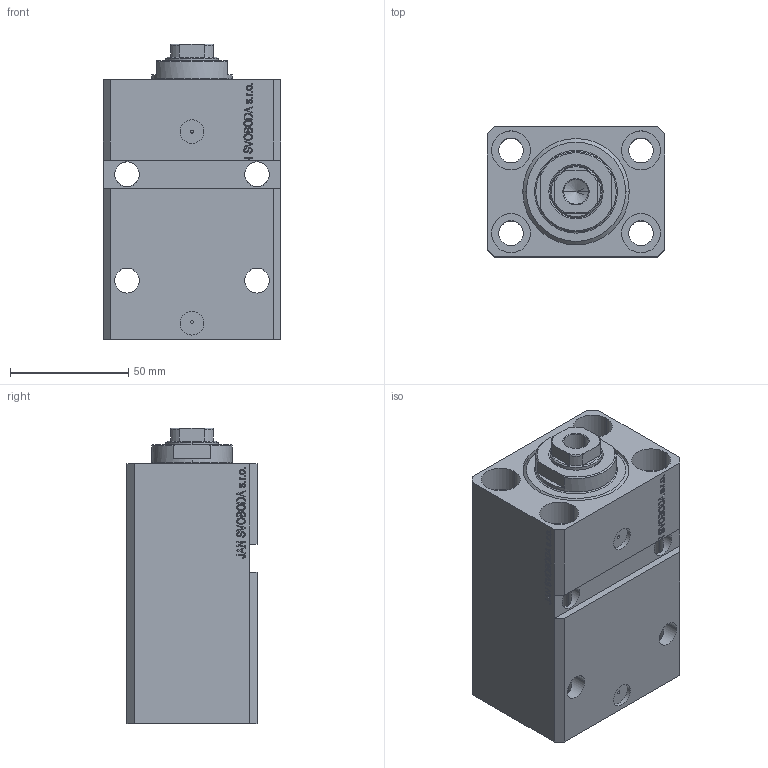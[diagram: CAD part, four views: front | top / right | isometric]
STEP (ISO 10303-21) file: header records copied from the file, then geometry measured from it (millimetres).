
FILE_DESCRIPTION (( 'STEP AP203' ), '1' );
FILE_NAME ('227c.STEP', '2023-10-07T16:41:20', ( '' ), ( '' ), 'SwSTEP 2.0', 'SolidWorks 2019', '' );
FILE_SCHEMA (( 'CONFIG_CONTROL_DESIGN' ));
Length unit declared in the file: millimetre
Products named in the file (4): V250CE_VC_E 6e581f9ec17dec40f54cd8cb1cc453a0; V250CE_E_Body 6e581f9ec17dec40f54cd8cb1cc453a0; 227c; V250CE_C_VCP 6e581f9ec17dec40f54cd8cb1cc453a0
Assembly tree (3 placements, depth 2):
  227c
    V250CE_E_Body 6e581f9ec17dec40f54cd8cb1cc453a0
    V250CE_C_VCP 6e581f9ec17dec40f54cd8cb1cc453a0
    V250CE_VC_E 6e581f9ec17dec40f54cd8cb1cc453a0
Bounding box: 75 x 55 x 125 mm (x, y, z)
Volume: 369112.8 mm3; surface area: 85389.1 mm2
Topology: 3 solids, 3 shells, 914 faces, 2350 edges, 1531 vertices
Faces by surface type: plane 438, bspline 354, cylinder 104, cone 12, torus 6
Entity records: 44634 total; most frequent: CARTESIAN_POINT 24379, ORIENTED_EDGE 4696, DIRECTION 2888, EDGE_CURVE 2348, VERTEX_POINT 1531, VECTOR 1416, LINE 1416, EDGE_LOOP 1045
